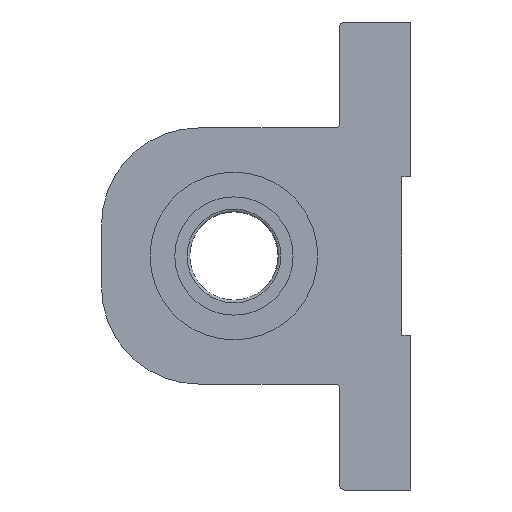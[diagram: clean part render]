
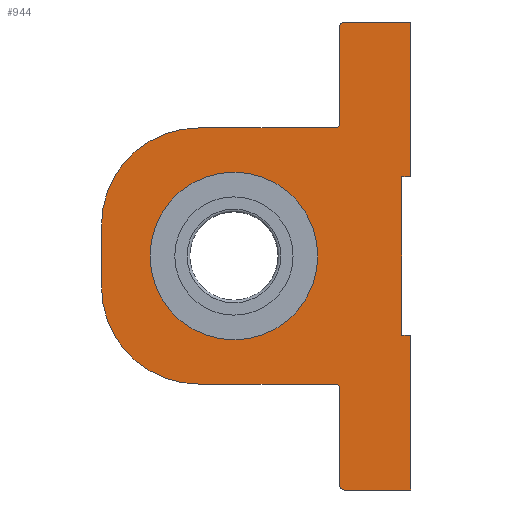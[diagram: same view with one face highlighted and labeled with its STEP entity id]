
A CAD part, left-side view. The second image highlights one B-rep face of the part: STEP entity #944.
In plain terms, the highlighted planar face has unit normal (-1, 0, 0).
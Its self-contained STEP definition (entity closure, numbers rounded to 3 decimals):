
#63=PLANE('',#1095);
#83=LINE('',#1548,#139);
#86=LINE('',#1556,#142);
#89=LINE('',#1562,#145);
#92=LINE('',#1568,#148);
#95=LINE('',#1574,#151);
#98=LINE('',#1582,#154);
#101=LINE('',#1588,#157);
#105=LINE('',#1602,#161);
#109=LINE('',#1614,#165);
#113=LINE('',#1626,#169);
#117=LINE('',#1638,#173);
#121=LINE('',#1652,#177);
#139=VECTOR('',#1275,1000.);
#142=VECTOR('',#1282,1000.);
#145=VECTOR('',#1287,1000.);
#148=VECTOR('',#1292,1000.);
#151=VECTOR('',#1297,1000.);
#154=VECTOR('',#1304,1000.);
#157=VECTOR('',#1309,1000.);
#161=VECTOR('',#1323,1000.);
#165=VECTOR('',#1335,1000.);
#169=VECTOR('',#1347,1000.);
#173=VECTOR('',#1359,1000.);
#177=VECTOR('',#1373,1000.);
#374=ORIENTED_EDGE('',*,*,#520,.T.);
#375=ORIENTED_EDGE('',*,*,#461,.F.);
#376=ORIENTED_EDGE('',*,*,#517,.F.);
#377=ORIENTED_EDGE('',*,*,#513,.T.);
#378=ORIENTED_EDGE('',*,*,#510,.F.);
#379=ORIENTED_EDGE('',*,*,#507,.F.);
#380=ORIENTED_EDGE('',*,*,#504,.F.);
#381=ORIENTED_EDGE('',*,*,#501,.F.);
#382=ORIENTED_EDGE('',*,*,#498,.F.);
#383=ORIENTED_EDGE('',*,*,#495,.T.);
#384=ORIENTED_EDGE('',*,*,#492,.F.);
#385=ORIENTED_EDGE('',*,*,#488,.F.);
#386=ORIENTED_EDGE('',*,*,#485,.F.);
#387=ORIENTED_EDGE('',*,*,#482,.F.);
#388=ORIENTED_EDGE('',*,*,#478,.F.);
#389=ORIENTED_EDGE('',*,*,#475,.F.);
#390=ORIENTED_EDGE('',*,*,#472,.F.);
#391=ORIENTED_EDGE('',*,*,#469,.F.);
#392=ORIENTED_EDGE('',*,*,#465,.F.);
#461=EDGE_CURVE('',#567,#568,#651,.T.);
#465=EDGE_CURVE('',#568,#571,#83,.T.);
#469=EDGE_CURVE('',#571,#574,#86,.T.);
#472=EDGE_CURVE('',#574,#576,#89,.T.);
#475=EDGE_CURVE('',#576,#578,#92,.T.);
#478=EDGE_CURVE('',#578,#580,#95,.T.);
#482=EDGE_CURVE('',#580,#583,#98,.T.);
#485=EDGE_CURVE('',#583,#585,#101,.T.);
#488=EDGE_CURVE('',#585,#587,#655,.T.);
#492=EDGE_CURVE('',#587,#590,#105,.T.);
#495=EDGE_CURVE('',#592,#590,#658,.T.);
#498=EDGE_CURVE('',#592,#594,#109,.T.);
#501=EDGE_CURVE('',#594,#596,#660,.T.);
#504=EDGE_CURVE('',#596,#598,#113,.T.);
#507=EDGE_CURVE('',#598,#600,#662,.T.);
#510=EDGE_CURVE('',#600,#602,#117,.T.);
#513=EDGE_CURVE('',#604,#602,#664,.T.);
#517=EDGE_CURVE('',#604,#567,#121,.T.);
#520=EDGE_CURVE('',#608,#608,#668,.T.);
#567=VERTEX_POINT('',#1540);
#568=VERTEX_POINT('',#1541);
#571=VERTEX_POINT('',#1549);
#574=VERTEX_POINT('',#1557);
#576=VERTEX_POINT('',#1563);
#578=VERTEX_POINT('',#1569);
#580=VERTEX_POINT('',#1575);
#583=VERTEX_POINT('',#1583);
#585=VERTEX_POINT('',#1589);
#587=VERTEX_POINT('',#1595);
#590=VERTEX_POINT('',#1603);
#592=VERTEX_POINT('',#1609);
#594=VERTEX_POINT('',#1615);
#596=VERTEX_POINT('',#1621);
#598=VERTEX_POINT('',#1627);
#600=VERTEX_POINT('',#1633);
#602=VERTEX_POINT('',#1639);
#604=VERTEX_POINT('',#1645);
#608=VERTEX_POINT('',#1659);
#651=CIRCLE('',#1060,0.5);
#655=CIRCLE('',#1072,0.5);
#658=CIRCLE('',#1077,0.5);
#660=CIRCLE('',#1081,11.);
#662=CIRCLE('',#1085,11.);
#664=CIRCLE('',#1089,0.5);
#668=CIRCLE('',#1096,9.5);
#751=EDGE_LOOP('',(#374));
#752=EDGE_LOOP('',(#375,#376,#377,#378,#379,#380,#381,#382,#383,#384,#385,
#386,#387,#388,#389,#390,#391,#392));
#847=FACE_BOUND('',#751,.T.);
#848=FACE_BOUND('',#752,.T.);
#944=ADVANCED_FACE('',(#847,#848),#63,.F.);
#1060=AXIS2_PLACEMENT_3D('',#1539,#1267,#1268);
#1072=AXIS2_PLACEMENT_3D('',#1594,#1314,#1315);
#1077=AXIS2_PLACEMENT_3D('',#1608,#1328,#1329);
#1081=AXIS2_PLACEMENT_3D('',#1620,#1340,#1341);
#1085=AXIS2_PLACEMENT_3D('',#1632,#1352,#1353);
#1089=AXIS2_PLACEMENT_3D('',#1644,#1364,#1365);
#1095=AXIS2_PLACEMENT_3D('',#1657,#1379,#1380);
#1096=AXIS2_PLACEMENT_3D('',#1658,#1381,#1382);
#1267=DIRECTION('',(1.,0.,0.));
#1268=DIRECTION('',(0.,0.,-1.));
#1275=DIRECTION('',(0.,-1.,0.));
#1282=DIRECTION('',(0.,0.,-1.));
#1287=DIRECTION('',(0.,1.,0.));
#1292=DIRECTION('',(0.,0.,-1.));
#1297=DIRECTION('',(0.,-1.,0.));
#1304=DIRECTION('',(0.,0.,-1.));
#1309=DIRECTION('',(0.,1.,0.));
#1314=DIRECTION('',(1.,0.,0.));
#1315=DIRECTION('',(0.,0.,-1.));
#1323=DIRECTION('',(0.,0.,1.));
#1328=DIRECTION('',(1.,0.,0.));
#1329=DIRECTION('',(0.,0.,-1.));
#1335=DIRECTION('',(0.,1.,0.));
#1340=DIRECTION('',(1.,0.,0.));
#1341=DIRECTION('',(0.,0.,-1.));
#1347=DIRECTION('',(0.,0.,1.));
#1352=DIRECTION('',(1.,0.,0.));
#1353=DIRECTION('',(0.,0.,-1.));
#1359=DIRECTION('',(0.,-1.,0.));
#1364=DIRECTION('',(1.,0.,0.));
#1365=DIRECTION('',(0.,0.,-1.));
#1373=DIRECTION('',(0.,0.,1.));
#1379=DIRECTION('',(1.,0.,0.));
#1380=DIRECTION('',(0.,0.,-1.));
#1381=DIRECTION('',(1.,0.,0.));
#1382=DIRECTION('',(0.,0.,-1.));
#1539=CARTESIAN_POINT('',(-6.,-12.5,26.));
#1540=CARTESIAN_POINT('',(-6.,-12.,26.));
#1541=CARTESIAN_POINT('',(-6.,-12.5,26.5));
#1548=CARTESIAN_POINT('',(-6.,-12.5,26.5));
#1549=CARTESIAN_POINT('',(-6.,-20.,26.5));
#1556=CARTESIAN_POINT('',(-6.,-20.,26.5));
#1557=CARTESIAN_POINT('',(-6.,-20.,9.));
#1562=CARTESIAN_POINT('',(-6.,-20.,9.));
#1563=CARTESIAN_POINT('',(-6.,-19.,9.));
#1568=CARTESIAN_POINT('',(-6.,-19.,9.));
#1569=CARTESIAN_POINT('',(-6.,-19.,-9.));
#1574=CARTESIAN_POINT('',(-6.,-19.,-9.));
#1575=CARTESIAN_POINT('',(-6.,-20.,-9.));
#1582=CARTESIAN_POINT('',(-6.,-20.,-9.));
#1583=CARTESIAN_POINT('',(-6.,-20.,-26.5));
#1588=CARTESIAN_POINT('',(-6.,-20.,-26.5));
#1589=CARTESIAN_POINT('',(-6.,-12.5,-26.5));
#1594=CARTESIAN_POINT('',(-6.,-12.5,-26.));
#1595=CARTESIAN_POINT('',(-6.,-12.,-26.));
#1602=CARTESIAN_POINT('',(-6.,-12.,-26.));
#1603=CARTESIAN_POINT('',(-6.,-12.,-15.));
#1608=CARTESIAN_POINT('',(-6.,-11.5,-15.));
#1609=CARTESIAN_POINT('',(-6.,-11.5,-14.5));
#1614=CARTESIAN_POINT('',(-6.,-11.5,-14.5));
#1615=CARTESIAN_POINT('',(-6.,4.,-14.5));
#1620=CARTESIAN_POINT('',(-6.,4.,-3.5));
#1621=CARTESIAN_POINT('',(-6.,15.,-3.5));
#1626=CARTESIAN_POINT('',(-6.,15.,-3.5));
#1627=CARTESIAN_POINT('',(-6.,15.,3.5));
#1632=CARTESIAN_POINT('',(-6.,4.,3.5));
#1633=CARTESIAN_POINT('',(-6.,4.,14.5));
#1638=CARTESIAN_POINT('',(-6.,4.,14.5));
#1639=CARTESIAN_POINT('',(-6.,-11.5,14.5));
#1644=CARTESIAN_POINT('',(-6.,-11.5,15.));
#1645=CARTESIAN_POINT('',(-6.,-12.,15.));
#1652=CARTESIAN_POINT('',(-6.,-12.,15.));
#1657=CARTESIAN_POINT('',(-6.,-12.5,26.));
#1658=CARTESIAN_POINT('',(-6.,0.,0.));
#1659=CARTESIAN_POINT('',(-6.,0.,-9.5));
